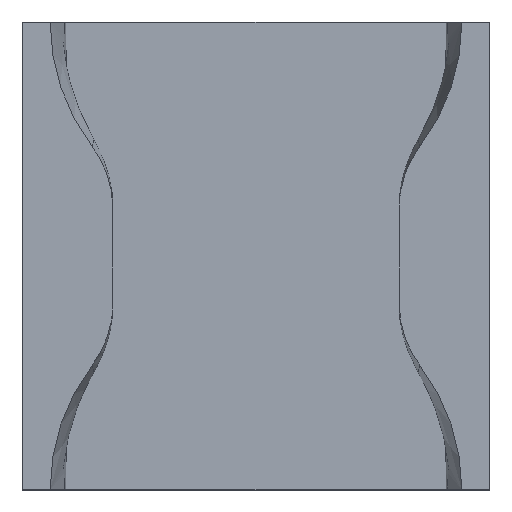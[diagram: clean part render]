
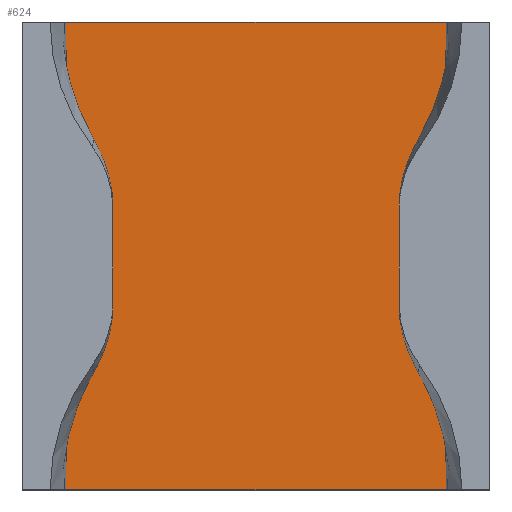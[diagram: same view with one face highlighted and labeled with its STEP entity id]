
A CAD part, top view. The second image highlights one B-rep face of the part: STEP entity #624.
In plain terms, the highlighted planar face has unit normal (0, 0, 1).
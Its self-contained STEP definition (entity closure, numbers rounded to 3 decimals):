
#128=CARTESIAN_POINT('',(89.824,12.5,2.25));
#129=VERTEX_POINT('',#128);
#137=CARTESIAN_POINT('',(110.176,12.5,2.25));
#138=VERTEX_POINT('',#137);
#139=CARTESIAN_POINT('',(89.824,12.5,2.25));
#140=DIRECTION('',(1.,0.,-0.));
#141=VECTOR('',#140,20.351);
#142=LINE('',#139,#141);
#143=EDGE_CURVE('',#129,#138,#142,.T.);
#207=CARTESIAN_POINT('',(89.824,-12.5,2.25));
#208=VERTEX_POINT('',#207);
#209=CARTESIAN_POINT('',(110.176,-12.5,2.25));
#210=VERTEX_POINT('',#209);
#211=CARTESIAN_POINT('',(89.824,-12.5,2.25));
#212=DIRECTION('',(1.,0.,-0.));
#213=VECTOR('',#212,20.351);
#214=LINE('',#211,#213);
#215=EDGE_CURVE('',#208,#210,#214,.T.);
#542=CARTESIAN_POINT('',(89.85,10.724,2.25));
#543=VERTEX_POINT('',#542);
#544=CARTESIAN_POINT('',(89.85,-10.724,2.25));
#545=VERTEX_POINT('',#544);
#546=CARTESIAN_POINT('',(89.85,10.724,2.25));
#547=DIRECTION('',(0.,-1.,0.));
#548=VECTOR('',#547,21.447);
#549=LINE('',#546,#548);
#550=EDGE_CURVE('',#543,#545,#549,.T.);
#576=CARTESIAN_POINT('',(105.075,12.5,2.25));
#577=DIRECTION('',(0.,0.,-1.));
#578=DIRECTION('',(-1.,0.,0.));
#579=AXIS2_PLACEMENT_3D('',#576,#577,#578);
#580=PLANE('',#579);
#581=ORIENTED_EDGE('',*,*,#215,.T.);
#582=CARTESIAN_POINT('',(110.15,-10.724,2.25));
#583=VERTEX_POINT('',#582);
#584=CARTESIAN_POINT('',(110.176,-12.5,2.25));
#585=CARTESIAN_POINT('',(110.176,-11.908,2.25));
#586=CARTESIAN_POINT('',(110.15,-11.316,2.25));
#587=CARTESIAN_POINT('',(110.15,-10.724,2.25));
#588=B_SPLINE_CURVE_WITH_KNOTS('',3,(#584,#585,#586,#587),.UNSPECIFIED.,.F.,.F.,(4,4),(0.,0.002),.UNSPECIFIED.);
#589=EDGE_CURVE('',#210,#583,#588,.T.);
#590=ORIENTED_EDGE('',*,*,#589,.T.);
#591=CARTESIAN_POINT('',(110.15,10.724,2.25));
#592=VERTEX_POINT('',#591);
#593=CARTESIAN_POINT('',(110.15,10.724,2.25));
#594=DIRECTION('',(0.,-1.,0.));
#595=VECTOR('',#594,21.447);
#596=LINE('',#593,#595);
#597=EDGE_CURVE('',#592,#583,#596,.T.);
#598=ORIENTED_EDGE('',*,*,#597,.F.);
#599=CARTESIAN_POINT('',(110.15,10.724,2.25));
#600=CARTESIAN_POINT('',(110.15,11.316,2.25));
#601=CARTESIAN_POINT('',(110.176,11.908,2.25));
#602=CARTESIAN_POINT('',(110.176,12.5,2.25));
#603=B_SPLINE_CURVE_WITH_KNOTS('',3,(#599,#600,#601,#602),.UNSPECIFIED.,.F.,.F.,(4,4),(0.,0.002),.UNSPECIFIED.);
#604=EDGE_CURVE('',#592,#138,#603,.T.);
#605=ORIENTED_EDGE('',*,*,#604,.T.);
#606=ORIENTED_EDGE('',*,*,#143,.F.);
#607=CARTESIAN_POINT('',(89.824,12.5,2.25));
#608=CARTESIAN_POINT('',(89.824,11.908,2.25));
#609=CARTESIAN_POINT('',(89.85,11.316,2.25));
#610=CARTESIAN_POINT('',(89.85,10.724,2.25));
#611=B_SPLINE_CURVE_WITH_KNOTS('',3,(#607,#608,#609,#610),.UNSPECIFIED.,.F.,.F.,(4,4),(0.,0.002),.UNSPECIFIED.);
#612=EDGE_CURVE('',#129,#543,#611,.T.);
#613=ORIENTED_EDGE('',*,*,#612,.T.);
#614=ORIENTED_EDGE('',*,*,#550,.T.);
#615=CARTESIAN_POINT('',(89.85,-10.724,2.25));
#616=CARTESIAN_POINT('',(89.85,-11.316,2.25));
#617=CARTESIAN_POINT('',(89.824,-11.908,2.25));
#618=CARTESIAN_POINT('',(89.824,-12.5,2.25));
#619=B_SPLINE_CURVE_WITH_KNOTS('',3,(#615,#616,#617,#618),.UNSPECIFIED.,.F.,.F.,(4,4),(0.,0.002),.UNSPECIFIED.);
#620=EDGE_CURVE('',#545,#208,#619,.T.);
#621=ORIENTED_EDGE('',*,*,#620,.T.);
#622=EDGE_LOOP('',(#581,#590,#598,#605,#606,#613,#614,#621));
#623=FACE_BOUND('',#622,.T.);
#624=ADVANCED_FACE('',(#623),#580,.F.);
